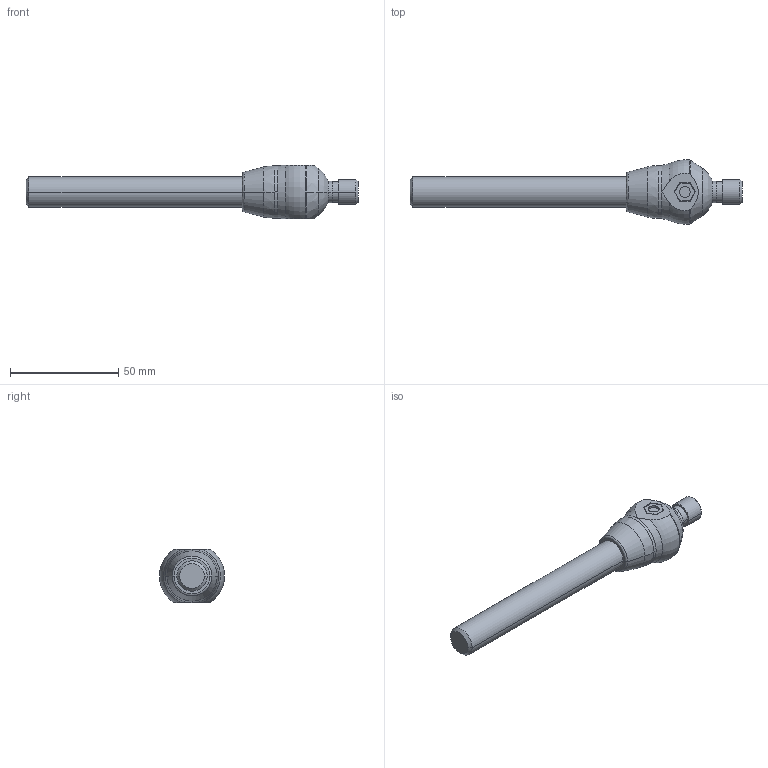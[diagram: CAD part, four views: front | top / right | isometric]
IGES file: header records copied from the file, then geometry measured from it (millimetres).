
Start section:  PTC IGES file: 739p.igs
Global section: file name: 739p.igs; native system: Pro/ENGINEER by Parametric Technology Corporation; preprocessor: 2006460; author: Andrea.Castagnoli; organization: Unknown; date: 20070302.095055; units: millimetre
Bounding box: 153.4 x 29.68 x 24.5 mm (x, y, z)
Volume: 34340.2 mm3; surface area: 9852.2 mm2
Topology: 2 solids, 2 shells, 57 faces, 128 edges, 80 vertices
Faces by surface type: revolution 34, bspline 23
